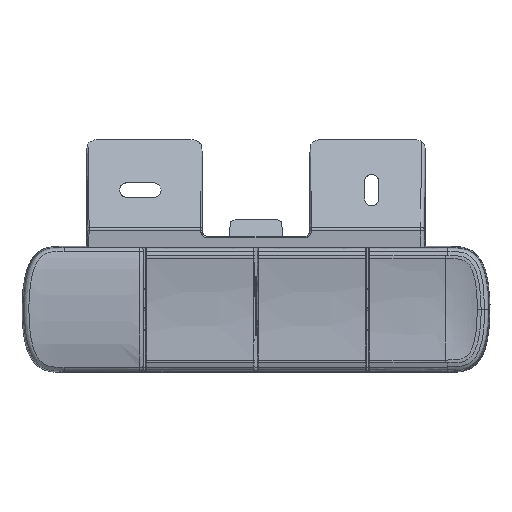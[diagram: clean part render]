
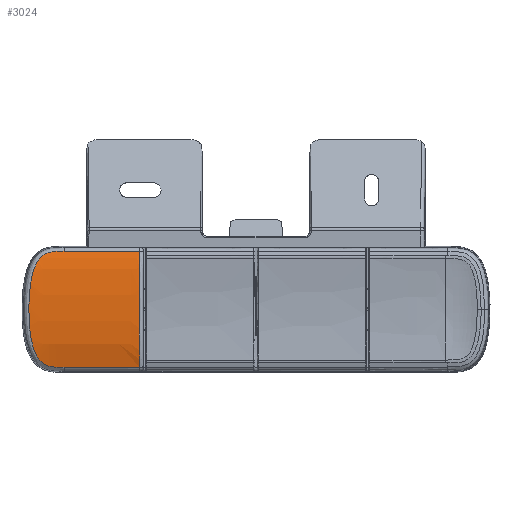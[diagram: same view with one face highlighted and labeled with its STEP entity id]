
A CAD part, top view. The second image highlights one B-rep face of the part: STEP entity #3024.
In plain terms, the highlighted face is a extrusion surface.
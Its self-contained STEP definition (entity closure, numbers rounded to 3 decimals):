
#37=SURFACE_OF_LINEAR_EXTRUSION('',#6998,#9517);
#3024=ADVANCED_FACE('',(#4748),#37,.T.);
#4748=FACE_OUTER_BOUND('',#5729,.T.);
#5729=EDGE_LOOP('',(#11746,#11747,#11748,#11749));
#6996=B_SPLINE_CURVE_WITH_KNOTS('',3,(#30634,#30635,#30636,#30637,#30638,
#30639,#30640,#30641,#30642,#30643),.UNSPECIFIED.,.F.,.F.,(4,2,2,2,4),(0.,
0.25,0.5,0.75,1.),.UNSPECIFIED.);
#6997=B_SPLINE_CURVE_WITH_KNOTS('',3,(#30647,#30648,#30649,#30650,#30651,
#30652,#30653,#30654,#30655,#30656,#30657,#30658,#30659,#30660,#30661,#30662,
#30663,#30664,#30665,#30666,#30667,#30668,#30669,#30670,#30671,#30672),
 .UNSPECIFIED.,.F.,.F.,(4,2,2,2,2,2,2,2,2,2,2,2,4),(0.,0.063,0.125,0.188,
0.25,0.375,0.5,0.625,0.75,0.813,0.875,0.938,1.),.UNSPECIFIED.);
#6998=B_SPLINE_CURVE_WITH_KNOTS('',3,(#30673,#30674,#30675,#30676,#30677,
#30678,#30679,#30680,#30681,#30682,#30683,#30684,#30685,#30686,#30687,#30688,
#30689,#30690,#30691,#30692,#30693,#30694,#30695,#30696,#30697,#30698,#30699,
#30700,#30701,#30702,#30703,#30704,#30705,#30706,#30707,#30708,#30709,#30710,
#30711,#30712,#30713,#30714,#30715,#30716,#30717),.UNSPECIFIED.,.F.,.F.,
(4,3,1,1,1,1,1,1,1,1,1,1,1,1,1,1,1,1,1,1,1,1,1,1,1,1,1,1,1,1,1,1,1,1,1,
1,1,3,4),(0.,0.01,0.024,0.03,
0.037,0.043,0.049,0.055,
0.061,0.068,0.074,0.081,
0.084,0.087,0.09,0.093,
0.096,0.156,0.233,0.317,
0.407,0.5,0.61,0.715,
0.764,0.81,0.855,0.898,
0.909,0.915,0.921,0.928,
0.933,0.939,0.953,0.966,
0.978,0.99,1.),.UNSPECIFIED.);
#7824=LINE('',#30631,#9515);
#7825=LINE('',#30645,#9516);
#9515=VECTOR('',#23973,1.);
#9516=VECTOR('',#23974,1.);
#9517=VECTOR('',#23975,1.);
#11746=ORIENTED_EDGE('',*,*,#19121,.F.);
#11747=ORIENTED_EDGE('',*,*,#19122,.F.);
#11748=ORIENTED_EDGE('',*,*,#19123,.F.);
#11749=ORIENTED_EDGE('',*,*,#19124,.F.);
#17073=VERTEX_POINT('',#30632);
#17074=VERTEX_POINT('',#30633);
#17075=VERTEX_POINT('',#30644);
#17076=VERTEX_POINT('',#30646);
#19121=EDGE_CURVE('',#17073,#17074,#7824,.T.);
#19122=EDGE_CURVE('',#17075,#17073,#6996,.T.);
#19123=EDGE_CURVE('',#17076,#17075,#7825,.T.);
#19124=EDGE_CURVE('',#17074,#17076,#6997,.T.);
#23973=DIRECTION('',(-1.,0.,0.));
#23974=DIRECTION('',(1.,0.,0.));
#23975=DIRECTION('',(-1.,0.,0.));
#30631=CARTESIAN_POINT('',(-53.277,-16.147,0.5));
#30632=CARTESIAN_POINT('',(-32.324,-16.147,0.5));
#30633=CARTESIAN_POINT('',(-53.277,-16.147,0.5));
#30634=CARTESIAN_POINT('',(-32.324,16.147,0.5));
#30635=CARTESIAN_POINT('',(-32.346,13.548,1.384));
#30636=CARTESIAN_POINT('',(-32.356,10.871,1.78));
#30637=CARTESIAN_POINT('',(-32.367,5.458,2.202));
#30638=CARTESIAN_POINT('',(-32.369,2.731,2.259));
#30639=CARTESIAN_POINT('',(-32.369,-2.708,2.26));
#30640=CARTESIAN_POINT('',(-32.367,-5.434,2.203));
#30641=CARTESIAN_POINT('',(-32.356,-10.853,1.782));
#30642=CARTESIAN_POINT('',(-32.346,-13.558,1.38));
#30643=CARTESIAN_POINT('',(-32.324,-16.147,0.5));
#30644=CARTESIAN_POINT('',(-32.324,16.147,0.5));
#30645=CARTESIAN_POINT('',(-31.503,16.147,0.5));
#30646=CARTESIAN_POINT('',(-53.277,16.147,0.5));
#30647=CARTESIAN_POINT('',(-53.277,-16.147,0.5));
#30648=CARTESIAN_POINT('',(-54.201,-16.147,0.5));
#30649=CARTESIAN_POINT('',(-55.127,-16.15,0.5));
#30650=CARTESIAN_POINT('',(-56.95,-15.95,0.567));
#30651=CARTESIAN_POINT('',(-57.876,-15.732,0.642));
#30652=CARTESIAN_POINT('',(-59.459,-14.838,0.912));
#30653=CARTESIAN_POINT('',(-60.106,-14.157,1.101));
#30654=CARTESIAN_POINT('',(-61.099,-12.617,1.439));
#30655=CARTESIAN_POINT('',(-61.457,-11.779,1.585));
#30656=CARTESIAN_POINT('',(-62.329,-9.205,1.936));
#30657=CARTESIAN_POINT('',(-62.643,-7.373,2.067));
#30658=CARTESIAN_POINT('',(-63.035,-3.709,2.228));
#30659=CARTESIAN_POINT('',(-63.105,-1.865,2.259));
#30660=CARTESIAN_POINT('',(-63.107,1.8,2.26));
#30661=CARTESIAN_POINT('',(-63.039,3.629,2.229));
#30662=CARTESIAN_POINT('',(-62.658,7.273,2.073));
#30663=CARTESIAN_POINT('',(-62.351,9.116,1.945));
#30664=CARTESIAN_POINT('',(-61.481,11.722,1.594));
#30665=CARTESIAN_POINT('',(-61.118,12.577,1.447));
#30666=CARTESIAN_POINT('',(-60.141,14.114,1.112));
#30667=CARTESIAN_POINT('',(-59.503,14.802,0.922));
#30668=CARTESIAN_POINT('',(-57.914,15.72,0.646));
#30669=CARTESIAN_POINT('',(-56.993,15.943,0.569));
#30670=CARTESIAN_POINT('',(-55.14,16.151,0.499));
#30671=CARTESIAN_POINT('',(-54.209,16.147,0.5));
#30672=CARTESIAN_POINT('',(-53.277,16.147,0.5));
#30673=CARTESIAN_POINT('',(-48.107,-17.569,-0.028));
#30674=CARTESIAN_POINT('',(-48.107,-17.546,-0.019));
#30675=CARTESIAN_POINT('',(-48.107,-17.523,-0.009));
#30676=CARTESIAN_POINT('',(-48.107,-17.5,0.));
#30677=CARTESIAN_POINT('',(-48.107,-17.345,0.062));
#30678=CARTESIAN_POINT('',(-48.107,-17.116,0.151));
#30679=CARTESIAN_POINT('',(-48.107,-16.814,0.264));
#30680=CARTESIAN_POINT('',(-48.107,-16.596,0.344));
#30681=CARTESIAN_POINT('',(-48.107,-16.377,0.422));
#30682=CARTESIAN_POINT('',(-48.107,-16.165,0.495));
#30683=CARTESIAN_POINT('',(-48.107,-15.96,0.563));
#30684=CARTESIAN_POINT('',(-48.107,-15.751,0.632));
#30685=CARTESIAN_POINT('',(-48.107,-15.529,0.702));
#30686=CARTESIAN_POINT('',(-48.107,-15.301,0.773));
#30687=CARTESIAN_POINT('',(-48.107,-15.113,0.828));
#30688=CARTESIAN_POINT('',(-48.107,-14.967,0.871));
#30689=CARTESIAN_POINT('',(-48.107,-14.858,0.902));
#30690=CARTESIAN_POINT('',(-48.107,-14.749,0.932));
#30691=CARTESIAN_POINT('',(-48.107,-14.639,0.962));
#30692=CARTESIAN_POINT('',(-48.107,-13.871,1.171));
#30693=CARTESIAN_POINT('',(-48.107,-12.22,1.535));
#30694=CARTESIAN_POINT('',(-48.107,-9.578,1.892));
#30695=CARTESIAN_POINT('',(-48.107,-6.558,2.117));
#30696=CARTESIAN_POINT('',(-48.107,-3.338,2.235));
#30697=CARTESIAN_POINT('',(-48.107,0.205,2.274));
#30698=CARTESIAN_POINT('',(-48.107,3.925,2.226));
#30699=CARTESIAN_POINT('',(-48.107,7.108,2.084));
#30700=CARTESIAN_POINT('',(-48.107,9.516,1.88));
#30701=CARTESIAN_POINT('',(-48.107,11.195,1.676));
#30702=CARTESIAN_POINT('',(-48.107,12.793,1.409));
#30703=CARTESIAN_POINT('',(-48.107,13.954,1.146));
#30704=CARTESIAN_POINT('',(-48.107,14.658,0.958));
#30705=CARTESIAN_POINT('',(-48.107,14.931,0.881));
#30706=CARTESIAN_POINT('',(-48.107,15.15,0.818));
#30707=CARTESIAN_POINT('',(-48.107,15.361,0.754));
#30708=CARTESIAN_POINT('',(-48.107,15.566,0.691));
#30709=CARTESIAN_POINT('',(-48.107,15.854,0.599));
#30710=CARTESIAN_POINT('',(-48.107,16.222,0.477));
#30711=CARTESIAN_POINT('',(-48.107,16.669,0.318));
#30712=CARTESIAN_POINT('',(-48.107,17.092,0.161));
#30713=CARTESIAN_POINT('',(-48.107,17.369,0.053));
#30714=CARTESIAN_POINT('',(-48.107,17.5,0.));
#30715=CARTESIAN_POINT('',(-48.107,17.523,-0.009));
#30716=CARTESIAN_POINT('',(-48.107,17.547,-0.019));
#30717=CARTESIAN_POINT('',(-48.107,17.57,-0.028));
